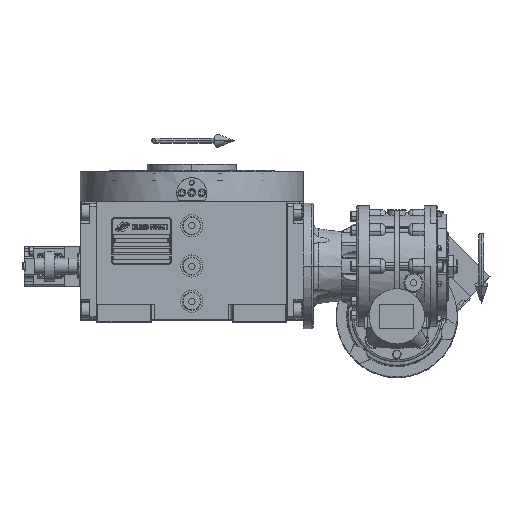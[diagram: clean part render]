
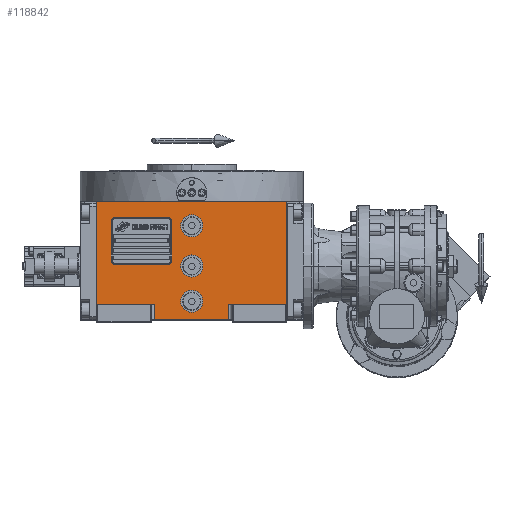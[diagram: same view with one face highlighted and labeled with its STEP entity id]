
A CAD part, top view. The second image highlights one B-rep face of the part: STEP entity #118842.
In plain terms, the highlighted planar face has unit normal (0, 0, 1).
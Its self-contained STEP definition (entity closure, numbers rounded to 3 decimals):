
#3729 = VERTEX_POINT ( 'NONE', #68714 ) ;
#6156 = VERTEX_POINT ( 'NONE', #75968 ) ;
#7594 = LINE ( 'NONE', #102720, #116923 ) ;
#7743 = VERTEX_POINT ( 'NONE', #100871 ) ;
#8196 = CARTESIAN_POINT ( 'NONE',  ( 0., -35., 163.5 ) ) ;
#9868 = ORIENTED_EDGE ( 'NONE', *, *, #64598, .F. ) ;
#11285 = LINE ( 'NONE', #41681, #134265 ) ;
#15097 = CARTESIAN_POINT ( 'NONE',  ( -94.5, -38.5, 163.5 ) ) ;
#15508 = CARTESIAN_POINT ( 'NONE',  ( -94.5, -53.5, 163.5 ) ) ;
#16861 = DIRECTION ( 'NONE',  ( 0., 0., 1. ) ) ;
#16954 = CARTESIAN_POINT ( 'NONE',  ( -11., 0., 163.5 ) ) ;
#17531 = LINE ( 'NONE', #133435, #57922 ) ;
#18454 = DIRECTION ( 'NONE',  ( -1., 0., 0. ) ) ;
#19593 = DIRECTION ( 'NONE',  ( 0., 1., 0. ) ) ;
#19648 = ORIENTED_EDGE ( 'NONE', *, *, #51014, .T. ) ;
#19958 = DIRECTION ( 'NONE',  ( 1., 0., 0. ) ) ;
#20338 = CIRCLE ( 'NONE', #29147, 11. ) ;
#20484 = DIRECTION ( 'NONE',  ( 0., 0., 1. ) ) ;
#20786 = CARTESIAN_POINT ( 'NONE',  ( 94.5, -38.5, 163.5 ) ) ;
#21663 = CARTESIAN_POINT ( 'NONE',  ( 11., 40., 163.5 ) ) ;
#26057 = AXIS2_PLACEMENT_3D ( 'NONE', #61248, #103266, #81265 ) ;
#26553 = FACE_BOUND ( 'NONE', #38487, .T. ) ;
#27336 = AXIS2_PLACEMENT_3D ( 'NONE', #15508, #16861, #45910 ) ;
#28816 = DIRECTION ( 'NONE',  ( 1., 0., 0. ) ) ;
#29147 = AXIS2_PLACEMENT_3D ( 'NONE', #81906, #49532, #18454 ) ;
#29339 = CIRCLE ( 'NONE', #77783, 11. ) ;
#30195 = CARTESIAN_POINT ( 'NONE',  ( -94.5, 64.5, 163.5 ) ) ;
#31339 = DIRECTION ( 'NONE',  ( 1., 0., 0. ) ) ;
#31420 = CARTESIAN_POINT ( 'NONE',  ( 94.5, -38.5, 163.5 ) ) ;
#31646 = EDGE_CURVE ( 'NONE', #108401, #102318, #36370, .T. ) ;
#31870 = CARTESIAN_POINT ( 'NONE',  ( 37., -38.5, 163.5 ) ) ;
#36165 = VERTEX_POINT ( 'NONE', #16954 ) ;
#36370 = LINE ( 'NONE', #46012, #95422 ) ;
#38487 = EDGE_LOOP ( 'NONE', ( #128805, #103519 ) ) ;
#38656 = EDGE_CURVE ( 'NONE', #131462, #71376, #17531, .T. ) ;
#40385 = DIRECTION ( 'NONE',  ( 0., 1., 0. ) ) ;
#40668 = DIRECTION ( 'NONE',  ( 0., 0., 1. ) ) ;
#41117 = CARTESIAN_POINT ( 'NONE',  ( 0., 40., 163.5 ) ) ;
#41681 = CARTESIAN_POINT ( 'NONE',  ( -37., -53.5, 163.5 ) ) ;
#41880 = CARTESIAN_POINT ( 'NONE',  ( 0., 0., 163.5 ) ) ;
#45910 = DIRECTION ( 'NONE',  ( 1., 0., 0. ) ) ;
#46012 = CARTESIAN_POINT ( 'NONE',  ( 37., -38.5, 163.5 ) ) ;
#47754 = CARTESIAN_POINT ( 'NONE',  ( 37., -53.5, 163.5 ) ) ;
#49160 = EDGE_CURVE ( 'NONE', #7743, #102318, #92031, .T. ) ;
#49532 = DIRECTION ( 'NONE',  ( 0., 0., 1. ) ) ;
#51014 = EDGE_CURVE ( 'NONE', #131462, #83035, #7594, .T. ) ;
#51635 = DIRECTION ( 'NONE',  ( 0., 0., 1. ) ) ;
#51691 = DIRECTION ( 'NONE',  ( 1., 0., 0. ) ) ;
#51912 = VERTEX_POINT ( 'NONE', #96147 ) ;
#52170 = CIRCLE ( 'NONE', #129270, 11. ) ;
#52227 = DIRECTION ( 'NONE',  ( 1., 0., 0. ) ) ;
#52544 = EDGE_CURVE ( 'NONE', #36165, #82587, #20338, .T. ) ;
#54993 = DIRECTION ( 'NONE',  ( 0., -1., 0. ) ) ;
#55523 = ORIENTED_EDGE ( 'NONE', *, *, #38656, .F. ) ;
#57289 = CARTESIAN_POINT ( 'NONE',  ( -94.5, 64.5, 163.5 ) ) ;
#57922 = VECTOR ( 'NONE', #123064, 1000. ) ;
#61248 = CARTESIAN_POINT ( 'NONE',  ( 0., -35., 163.5 ) ) ;
#61291 = DIRECTION ( 'NONE',  ( 1., 0., 0. ) ) ;
#62357 = VECTOR ( 'NONE', #124303, 1000. ) ;
#63042 = CARTESIAN_POINT ( 'NONE',  ( -37., -53.5, 163.5 ) ) ;
#64598 = EDGE_CURVE ( 'NONE', #71376, #51912, #136369, .T. ) ;
#67289 = FACE_BOUND ( 'NONE', #116441, .T. ) ;
#68714 = CARTESIAN_POINT ( 'NONE',  ( -11., -35., 163.5 ) ) ;
#69316 = EDGE_CURVE ( 'NONE', #128760, #106912, #88634, .T. ) ;
#70045 = EDGE_CURVE ( 'NONE', #108401, #119554, #103549, .T. ) ;
#71263 = EDGE_LOOP ( 'NONE', ( #77559, #95756, #134642, #74954, #9868, #55523, #19648, #88382 ) ) ;
#71376 = VERTEX_POINT ( 'NONE', #57289 ) ;
#73460 = EDGE_CURVE ( 'NONE', #82587, #36165, #29339, .T. ) ;
#74954 = ORIENTED_EDGE ( 'NONE', *, *, #74994, .T. ) ;
#74994 = EDGE_CURVE ( 'NONE', #119554, #51912, #125208, .T. ) ;
#75138 = CARTESIAN_POINT ( 'NONE',  ( -11., 40., 163.5 ) ) ;
#75968 = CARTESIAN_POINT ( 'NONE',  ( 11., -35., 163.5 ) ) ;
#76908 = VECTOR ( 'NONE', #31339, 1000. ) ;
#77559 = ORIENTED_EDGE ( 'NONE', *, *, #49160, .T. ) ;
#77783 = AXIS2_PLACEMENT_3D ( 'NONE', #41880, #20484, #52227 ) ;
#79200 = VECTOR ( 'NONE', #28816, 1000. ) ;
#80493 = ORIENTED_EDGE ( 'NONE', *, *, #116930, .F. ) ;
#80705 = CARTESIAN_POINT ( 'NONE',  ( -37., -38.5, 163.5 ) ) ;
#81265 = DIRECTION ( 'NONE',  ( -1., 0., 0. ) ) ;
#81906 = CARTESIAN_POINT ( 'NONE',  ( 0., 0., 163.5 ) ) ;
#82587 = VERTEX_POINT ( 'NONE', #86445 ) ;
#82607 = ORIENTED_EDGE ( 'NONE', *, *, #69316, .F. ) ;
#82716 = CARTESIAN_POINT ( 'NONE',  ( 0., 40., 163.5 ) ) ;
#83035 = VERTEX_POINT ( 'NONE', #80705 ) ;
#86445 = CARTESIAN_POINT ( 'NONE',  ( 11., 0., 163.5 ) ) ;
#88382 = ORIENTED_EDGE ( 'NONE', *, *, #136117, .F. ) ;
#88634 = CIRCLE ( 'NONE', #99634, 11. ) ;
#89315 = ORIENTED_EDGE ( 'NONE', *, *, #133298, .F. ) ;
#89314 = FACE_OUTER_BOUND ( 'NONE', #71263, .T. ) ;
#90257 = CARTESIAN_POINT ( 'NONE',  ( 37., -38.5, 163.5 ) ) ;
#90851 = EDGE_CURVE ( 'NONE', #3729, #6156, #123026, .T. ) ;
#92031 = LINE ( 'NONE', #63042, #76908 ) ;
#93389 = AXIS2_PLACEMENT_3D ( 'NONE', #8196, #51635, #61291 ) ;
#95107 = ORIENTED_EDGE ( 'NONE', *, *, #90851, .F. ) ;
#95422 = VECTOR ( 'NONE', #54993, 1000. ) ;
#95756 = ORIENTED_EDGE ( 'NONE', *, *, #31646, .F. ) ;
#96147 = CARTESIAN_POINT ( 'NONE',  ( 94.5, 64.5, 163.5 ) ) ;
#97161 = EDGE_LOOP ( 'NONE', ( #82607, #89315 ) ) ;
#97725 = CIRCLE ( 'NONE', #93389, 11. ) ;
#99634 = AXIS2_PLACEMENT_3D ( 'NONE', #82716, #40668, #51691 ) ;
#100316 = PLANE ( 'NONE',  #27336 ) ;
#100871 = CARTESIAN_POINT ( 'NONE',  ( -37., -53.5, 163.5 ) ) ;
#101785 = DIRECTION ( 'NONE',  ( 0., 0., 1. ) ) ;
#102318 = VERTEX_POINT ( 'NONE', #47754 ) ;
#102720 = CARTESIAN_POINT ( 'NONE',  ( -94.5, -38.5, 163.5 ) ) ;
#103266 = DIRECTION ( 'NONE',  ( 0., 0., 1. ) ) ;
#103519 = ORIENTED_EDGE ( 'NONE', *, *, #52544, .F. ) ;
#103549 = LINE ( 'NONE', #31870, #62357 ) ;
#106912 = VERTEX_POINT ( 'NONE', #75138 ) ;
#108401 = VERTEX_POINT ( 'NONE', #90257 ) ;
#111336 = FACE_BOUND ( 'NONE', #97161, .T. ) ;
#116441 = EDGE_LOOP ( 'NONE', ( #80493, #95107 ) ) ;
#116923 = VECTOR ( 'NONE', #19958, 1000. ) ;
#116930 = EDGE_CURVE ( 'NONE', #6156, #3729, #97725, .T. ) ;
#118842 = ADVANCED_FACE ( 'NONE', ( #26553, #67289, #111336, #89314 ), #100316, .T. ) ;
#119554 = VERTEX_POINT ( 'NONE', #20786 ) ;
#123026 = CIRCLE ( 'NONE', #26057, 11. ) ;
#123064 = DIRECTION ( 'NONE',  ( 0., 1., 0. ) ) ;
#123924 = VECTOR ( 'NONE', #40385, 1000. ) ;
#124303 = DIRECTION ( 'NONE',  ( 1., 0., 0. ) ) ;
#125208 = LINE ( 'NONE', #31420, #123924 ) ;
#128760 = VERTEX_POINT ( 'NONE', #21663 ) ;
#128805 = ORIENTED_EDGE ( 'NONE', *, *, #73460, .F. ) ;
#129270 = AXIS2_PLACEMENT_3D ( 'NONE', #41117, #101785, #134232 ) ;
#131462 = VERTEX_POINT ( 'NONE', #15097 ) ;
#133298 = EDGE_CURVE ( 'NONE', #106912, #128760, #52170, .T. ) ;
#133435 = CARTESIAN_POINT ( 'NONE',  ( -94.5, -38.5, 163.5 ) ) ;
#134232 = DIRECTION ( 'NONE',  ( -1., 0., 0. ) ) ;
#134265 = VECTOR ( 'NONE', #19593, 1000. ) ;
#134642 = ORIENTED_EDGE ( 'NONE', *, *, #70045, .T. ) ;
#136117 = EDGE_CURVE ( 'NONE', #7743, #83035, #11285, .T. ) ;
#136369 = LINE ( 'NONE', #30195, #79200 ) ;
